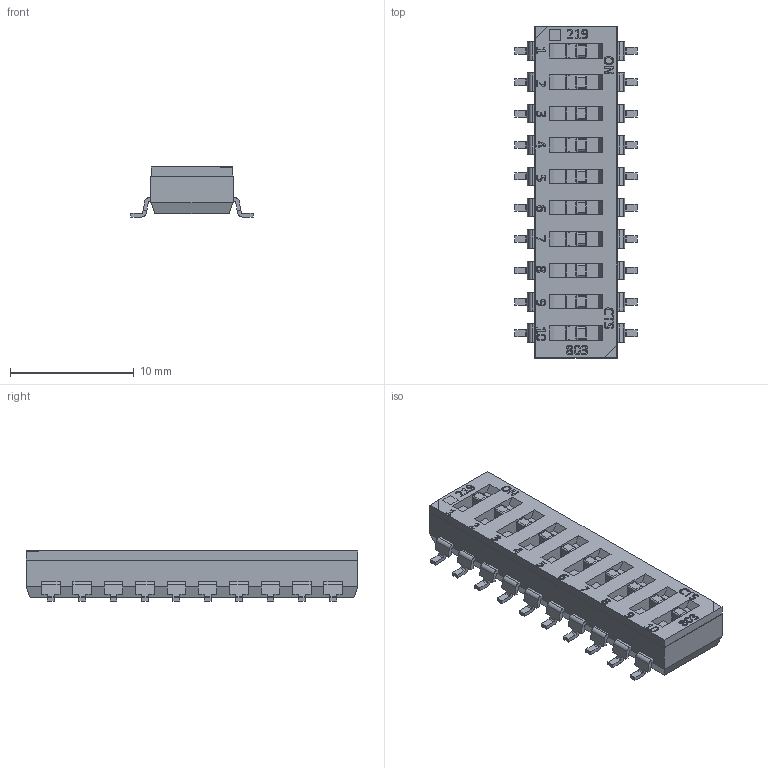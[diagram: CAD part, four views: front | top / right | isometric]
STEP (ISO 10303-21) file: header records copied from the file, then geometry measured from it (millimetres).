
FILE_DESCRIPTION(('FreeCAD Model'),'2;1');
FILE_NAME('219-02-010_sp.step','2019-07-12T17:04:10',('kicad StepUp'),( 'ksu MCAD'),'Open CASCADE STEP processor 7.3','FreeCAD','Unknown');
FILE_SCHEMA(('AUTOMOTIVE_DESIGN { 1 0 10303 214 1 1 1 1 }'));
Products named in the file (1): 219-02-010_sp
Bounding box: 9.91 x 26.88 x 4.05 mm (x, y, z)
Volume: 548.5 mm3; surface area: 1482.1 mm2
Topology: 1 solids, 1 shells, 1249 faces, 3413 edges, 2194 vertices
Faces by surface type: plane 769, bspline 240, cylinder 200, sphere 40
Entity records: 59418 total; most frequent: CARTESIAN_POINT 20569, ORIENTED_EDGE 6746, DIRECTION 5333, EDGE_CURVE 3373, LINE 2473, VECTOR 2473, VERTEX_POINT 2194, AXIS2_PLACEMENT_3D 1430
